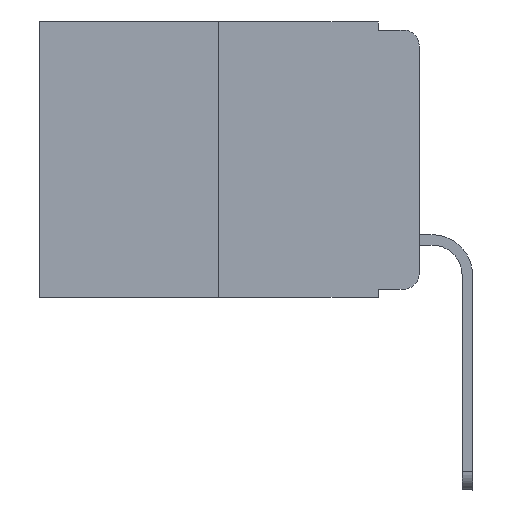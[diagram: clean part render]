
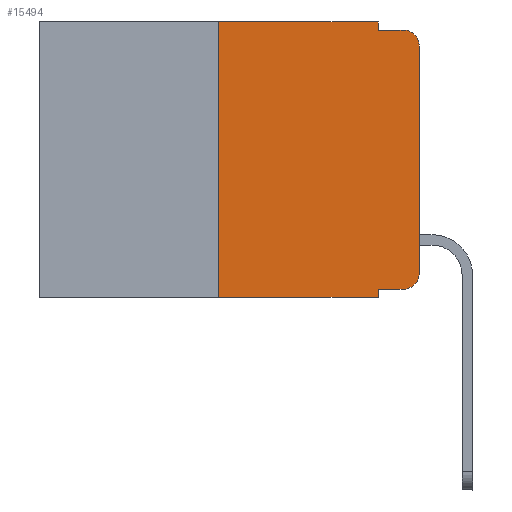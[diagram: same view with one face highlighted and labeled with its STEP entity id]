
A CAD part, left-side view. The second image highlights one B-rep face of the part: STEP entity #15494.
In plain terms, the highlighted planar face has unit normal (-1, 0, 0).
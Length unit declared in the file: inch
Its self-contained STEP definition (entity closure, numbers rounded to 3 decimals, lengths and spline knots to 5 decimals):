
#7 = ORIENTED_EDGE ( 'NONE', *, *, #12398, .T. ) ;
#498 = LINE ( 'NONE', #6350, #8279 ) ;
#1186 = CIRCLE ( 'NONE', #16689, 0.02 ) ;
#1193 = VECTOR ( 'NONE', #13799, 39.37008 ) ;
#1302 = EDGE_CURVE ( 'NONE', #9379, #11798, #1186, .T. ) ;
#1442 = DIRECTION ( 'NONE',  ( 0., -1., 0. ) ) ;
#1458 = LINE ( 'NONE', #5689, #8359 ) ;
#1868 = DIRECTION ( 'NONE',  ( -1., 0., 0. ) ) ;
#1884 = DIRECTION ( 'NONE',  ( 0., 0., -1. ) ) ;
#1928 = VECTOR ( 'NONE', #17140, 39.37008 ) ;
#1940 = DIRECTION ( 'NONE',  ( 0., 0., -1. ) ) ;
#2052 = DIRECTION ( 'NONE',  ( 0., -1., 0. ) ) ;
#2253 = CARTESIAN_POINT ( 'NONE',  ( 0., 0.25, 0. ) ) ;
#2285 = CARTESIAN_POINT ( 'NONE',  ( 0., 0., -0.03 ) ) ;
#2447 = FACE_OUTER_BOUND ( 'NONE', #19683, .T. ) ;
#2567 = EDGE_CURVE ( 'NONE', #14193, #9379, #9597, .T. ) ;
#3098 = EDGE_CURVE ( 'NONE', #8953, #12208, #12775, .T. ) ;
#3208 = VERTEX_POINT ( 'NONE', #13360 ) ;
#3262 = ORIENTED_EDGE ( 'NONE', *, *, #18055, .T. ) ;
#3519 = DIRECTION ( 'NONE',  ( -1., 0., 0. ) ) ;
#4757 = CARTESIAN_POINT ( 'NONE',  ( 0., 0.051, 0. ) ) ;
#5285 = ORIENTED_EDGE ( 'NONE', *, *, #17576, .T. ) ;
#5311 = ORIENTED_EDGE ( 'NONE', *, *, #16957, .F. ) ;
#5545 = ORIENTED_EDGE ( 'NONE', *, *, #11953, .F. ) ;
#5584 = DIRECTION ( 'NONE',  ( 1., 0., 0. ) ) ;
#5683 = PLANE ( 'NONE',  #7602 ) ;
#5689 = CARTESIAN_POINT ( 'NONE',  ( 0., 0.25, 0. ) ) ;
#5913 = VERTEX_POINT ( 'NONE', #4757 ) ;
#6350 = CARTESIAN_POINT ( 'NONE',  ( 0., 0.473, 0. ) ) ;
#6751 = DIRECTION ( 'NONE',  ( 0., -1., 0. ) ) ;
#6893 = CARTESIAN_POINT ( 'NONE',  ( 0., 0.02, -0.01 ) ) ;
#7305 = CARTESIAN_POINT ( 'NONE',  ( 0., 0.473, -0.343 ) ) ;
#7326 = DIRECTION ( 'NONE',  ( 0., 0., 1. ) ) ;
#7559 = VECTOR ( 'NONE', #1940, 39.37008 ) ;
#7602 = AXIS2_PLACEMENT_3D ( 'NONE', #19633, #5584, #18017 ) ;
#7619 = CARTESIAN_POINT ( 'NONE',  ( 0., 0.051, -0.01 ) ) ;
#8050 = DIRECTION ( 'NONE',  ( 0., 0., -1. ) ) ;
#8178 = CARTESIAN_POINT ( 'NONE',  ( 0., 0.051, -0.333 ) ) ;
#8279 = VECTOR ( 'NONE', #11218, 39.37008 ) ;
#8359 = VECTOR ( 'NONE', #7326, 39.37008 ) ;
#8953 = VERTEX_POINT ( 'NONE', #7619 ) ;
#9213 = CARTESIAN_POINT ( 'NONE',  ( 0., 0.02, -0.333 ) ) ;
#9379 = VERTEX_POINT ( 'NONE', #9213 ) ;
#9597 = LINE ( 'NONE', #8178, #9706 ) ;
#9706 = VECTOR ( 'NONE', #6751, 39.37008 ) ;
#9771 = VECTOR ( 'NONE', #2052, 39.37008 ) ;
#10045 = ORIENTED_EDGE ( 'NONE', *, *, #14534, .F. ) ;
#10186 = ORIENTED_EDGE ( 'NONE', *, *, #1302, .T. ) ;
#10324 = CIRCLE ( 'NONE', #18046, 0.02 ) ;
#11059 = LINE ( 'NONE', #17222, #7559 ) ;
#11110 = ORIENTED_EDGE ( 'NONE', *, *, #3098, .F. ) ;
#11116 = VERTEX_POINT ( 'NONE', #13739 ) ;
#11218 = DIRECTION ( 'NONE',  ( 0., -1., 0. ) ) ;
#11378 = CARTESIAN_POINT ( 'NONE',  ( 0., 0.051, 0. ) ) ;
#11798 = VERTEX_POINT ( 'NONE', #17831 ) ;
#11872 = LINE ( 'NONE', #15096, #1193 ) ;
#11953 = EDGE_CURVE ( 'NONE', #3208, #17886, #1458, .T. ) ;
#12208 = VERTEX_POINT ( 'NONE', #6893 ) ;
#12398 = EDGE_CURVE ( 'NONE', #13747, #12208, #10324, .T. ) ;
#12603 = CARTESIAN_POINT ( 'NONE',  ( 0., 0.02, -0.03 ) ) ;
#12731 = ORIENTED_EDGE ( 'NONE', *, *, #12931, .F. ) ;
#12775 = LINE ( 'NONE', #18924, #9771 ) ;
#12787 = LINE ( 'NONE', #11378, #1928 ) ;
#12885 = CARTESIAN_POINT ( 'NONE',  ( 0., 0.051, -0.333 ) ) ;
#12931 = EDGE_CURVE ( 'NONE', #14193, #11116, #12787, .T. ) ;
#13360 = CARTESIAN_POINT ( 'NONE',  ( 0., 0.25, -0.343 ) ) ;
#13739 = CARTESIAN_POINT ( 'NONE',  ( 0., 0.051, -0.343 ) ) ;
#13747 = VERTEX_POINT ( 'NONE', #2285 ) ;
#13799 = DIRECTION ( 'NONE',  ( 0., 0., 1. ) ) ;
#14193 = VERTEX_POINT ( 'NONE', #12885 ) ;
#14534 = EDGE_CURVE ( 'NONE', #5913, #8953, #11059, .T. ) ;
#15096 = CARTESIAN_POINT ( 'NONE',  ( 0., 0., 0. ) ) ;
#15494 = ADVANCED_FACE ( 'NONE', ( #2447 ), #5683, .F. ) ;
#15718 = CARTESIAN_POINT ( 'NONE',  ( 0., 0.02, -0.313 ) ) ;
#16689 = AXIS2_PLACEMENT_3D ( 'NONE', #15718, #1868, #8050 ) ;
#16957 = EDGE_CURVE ( 'NONE', #17886, #5913, #498, .T. ) ;
#17037 = VECTOR ( 'NONE', #1442, 39.37008 ) ;
#17140 = DIRECTION ( 'NONE',  ( 0., 0., -1. ) ) ;
#17222 = CARTESIAN_POINT ( 'NONE',  ( 0., 0.051, 0. ) ) ;
#17576 = EDGE_CURVE ( 'NONE', #11798, #13747, #11872, .T. ) ;
#17816 = ORIENTED_EDGE ( 'NONE', *, *, #2567, .T. ) ;
#17831 = CARTESIAN_POINT ( 'NONE',  ( 0., 0., -0.313 ) ) ;
#17886 = VERTEX_POINT ( 'NONE', #2253 ) ;
#18017 = DIRECTION ( 'NONE',  ( 0., 0., -1. ) ) ;
#18046 = AXIS2_PLACEMENT_3D ( 'NONE', #12603, #3519, #1884 ) ;
#18055 = EDGE_CURVE ( 'NONE', #3208, #11116, #19516, .T. ) ;
#18924 = CARTESIAN_POINT ( 'NONE',  ( 0., 0.051, -0.01 ) ) ;
#19516 = LINE ( 'NONE', #7305, #17037 ) ;
#19633 = CARTESIAN_POINT ( 'NONE',  ( 0., 0.473, 0. ) ) ;
#19683 = EDGE_LOOP ( 'NONE', ( #5285, #7, #11110, #10045, #5311, #5545, #3262, #12731, #17816, #10186 ) ) ;
